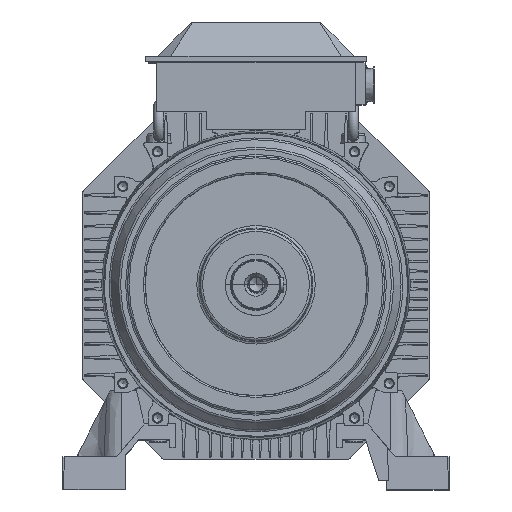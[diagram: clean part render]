
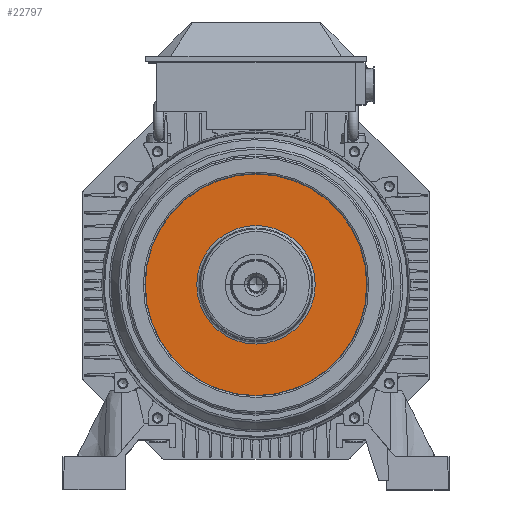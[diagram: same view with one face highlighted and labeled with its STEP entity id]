
A CAD part, top view. The second image highlights one B-rep face of the part: STEP entity #22797.
In plain terms, the highlighted planar face has unit normal (0, 0, 1).
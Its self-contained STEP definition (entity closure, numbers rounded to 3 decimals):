
#780=PLANE('',#48433);
#22797=ADVANCED_FACE('F88',(#24014,#24015),#780,.T.);
#24014=FACE_BOUND('',#25266,.T.);
#24015=FACE_BOUND('',#25267,.T.);
#25266=EDGE_LOOP('',(#30323));
#25267=EDGE_LOOP('',(#30324));
#30323=ORIENTED_EDGE('',*,*,#43094,.T.);
#30324=ORIENTED_EDGE('',*,*,#43093,.F.);
#37293=VERTEX_POINT('',#85056);
#37294=VERTEX_POINT('',#85060);
#43093=EDGE_CURVE('E3333',#37293,#37293,#45922,.T.);
#43094=EDGE_CURVE('E3434',#37294,#37294,#45923,.T.);
#45922=CIRCLE('',#48430,72.438);
#45923=CIRCLE('',#48432,135.443);
#48430=AXIS2_PLACEMENT_3D('',#85057,#55109,#55110);
#48432=AXIS2_PLACEMENT_3D('',#85059,#55113,#55114);
#48433=AXIS2_PLACEMENT_3D('',#85061,#55115,#55116);
#55109=DIRECTION('',(0.,0.,1.));
#55110=DIRECTION('',(1.,0.,0.));
#55113=DIRECTION('',(0.,0.,1.));
#55114=DIRECTION('',(0.,-1.,0.));
#55115=DIRECTION('',(0.,0.,1.));
#55116=DIRECTION('',(1.,0.,0.));
#85056=CARTESIAN_POINT('',(72.438,0.,62.729));
#85057=CARTESIAN_POINT('',(0.,0.,62.729));
#85059=CARTESIAN_POINT('',(0.,0.,62.729));
#85060=CARTESIAN_POINT('',(135.443,0.,62.729));
#85061=CARTESIAN_POINT('',(-148.988,-148.988,62.729));
